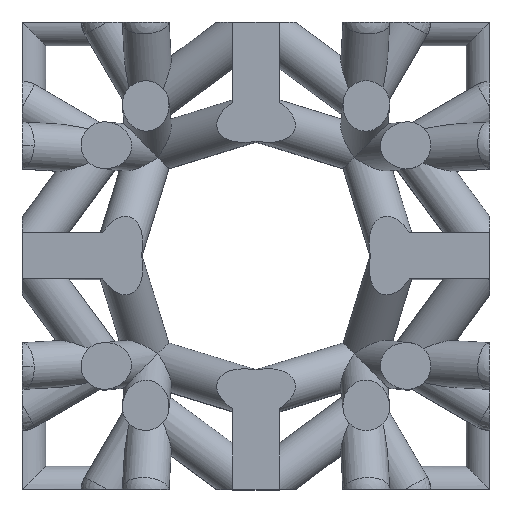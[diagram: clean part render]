
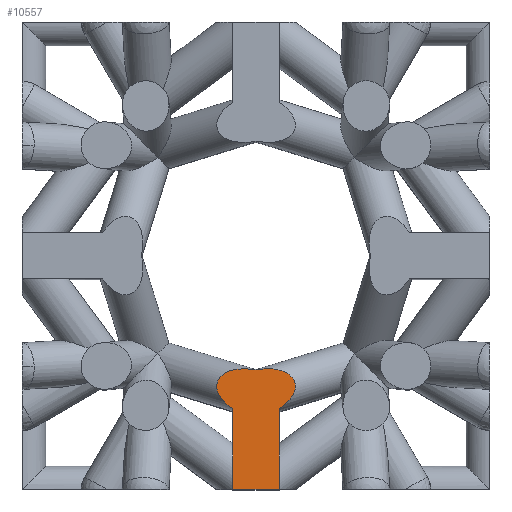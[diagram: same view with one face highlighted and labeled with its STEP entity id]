
A CAD part, top view. The second image highlights one B-rep face of the part: STEP entity #10557.
In plain terms, the highlighted planar face has unit normal (0, 0, 1).
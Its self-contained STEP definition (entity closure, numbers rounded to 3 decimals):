
#3924 = PLANE('',#3925);
#3925 = AXIS2_PLACEMENT_3D('',#3926,#3927,#3928);
#3926 = CARTESIAN_POINT('',(-5.,-5.,-5.));
#3927 = DIRECTION('',(-0.,1.,0.));
#3928 = DIRECTION('',(0.,0.,1.));
#6245 = VERTEX_POINT('',#6246);
#6246 = CARTESIAN_POINT('',(-0.5,-5.,5.));
#6267 = EDGE_CURVE('',#6245,#6268,#6270,.T.);
#6268 = VERTEX_POINT('',#6269);
#6269 = CARTESIAN_POINT('',(0.5,-5.,5.));
#6270 = SURFACE_CURVE('',#6271,(#6275,#6282),.PCURVE_S1.);
#6271 = LINE('',#6272,#6273);
#6272 = CARTESIAN_POINT('',(-5.,-5.,5.));
#6273 = VECTOR('',#6274,1.);
#6274 = DIRECTION('',(1.,0.,-0.));
#6275 = PCURVE('',#3924,#6276);
#6276 = DEFINITIONAL_REPRESENTATION('',(#6277),#6281);
#6277 = LINE('',#6278,#6279);
#6278 = CARTESIAN_POINT('',(10.,0.));
#6279 = VECTOR('',#6280,1.);
#6280 = DIRECTION('',(0.,1.));
#6281 = ( GEOMETRIC_REPRESENTATION_CONTEXT(2) 
PARAMETRIC_REPRESENTATION_CONTEXT() REPRESENTATION_CONTEXT('2D SPACE',''
  ) );
#6282 = PCURVE('',#6283,#6288);
#6283 = PLANE('',#6284);
#6284 = AXIS2_PLACEMENT_3D('',#6285,#6286,#6287);
#6285 = CARTESIAN_POINT('',(-5.,-5.,5.));
#6286 = DIRECTION('',(0.,0.,1.));
#6287 = DIRECTION('',(1.,0.,-0.));
#6288 = DEFINITIONAL_REPRESENTATION('',(#6289),#6293);
#6289 = LINE('',#6290,#6291);
#6290 = CARTESIAN_POINT('',(0.,0.));
#6291 = VECTOR('',#6292,1.);
#6292 = DIRECTION('',(1.,0.));
#6293 = ( GEOMETRIC_REPRESENTATION_CONTEXT(2) 
PARAMETRIC_REPRESENTATION_CONTEXT() REPRESENTATION_CONTEXT('2D SPACE',''
  ) );
#6540 = CYLINDRICAL_SURFACE('',#6541,0.5);
#6541 = AXIS2_PLACEMENT_3D('',#6542,#6543,#6544);
#6542 = CARTESIAN_POINT('',(0.,-5.,5.));
#6543 = DIRECTION('',(0.,1.,0.));
#6544 = DIRECTION('',(0.,-0.,1.));
#10557 = ADVANCED_FACE('',(#10558),#6283,.T.);
#10558 = FACE_BOUND('',#10559,.T.);
#10559 = EDGE_LOOP('',(#10560,#10581,#10582,#10603,#10637,#10666));
#10560 = ORIENTED_EDGE('',*,*,#10561,.F.);
#10561 = EDGE_CURVE('',#6245,#10562,#10564,.T.);
#10562 = VERTEX_POINT('',#10563);
#10563 = CARTESIAN_POINT('',(-0.5,-3.278,5.));
#10564 = SURFACE_CURVE('',#10565,(#10569,#10575),.PCURVE_S1.);
#10565 = LINE('',#10566,#10567);
#10566 = CARTESIAN_POINT('',(-0.5,-5.,5.));
#10567 = VECTOR('',#10568,1.);
#10568 = DIRECTION('',(0.,1.,0.));
#10569 = PCURVE('',#6283,#10570);
#10570 = DEFINITIONAL_REPRESENTATION('',(#10571),#10574);
#10571 = B_SPLINE_CURVE_WITH_KNOTS('',1,(#10572,#10573),.UNSPECIFIED.,
  .F.,.F.,(2,2),(0.,2.037),
  .PIECEWISE_BEZIER_KNOTS.);
#10572 = CARTESIAN_POINT('',(4.5,0.));
#10573 = CARTESIAN_POINT('',(4.5,2.037));
#10574 = ( GEOMETRIC_REPRESENTATION_CONTEXT(2) 
PARAMETRIC_REPRESENTATION_CONTEXT() REPRESENTATION_CONTEXT('2D SPACE',''
  ) );
#10575 = PCURVE('',#6540,#10576);
#10576 = DEFINITIONAL_REPRESENTATION('',(#10577),#10580);
#10577 = B_SPLINE_CURVE_WITH_KNOTS('',1,(#10578,#10579),.UNSPECIFIED.,
  .F.,.F.,(2,2),(0.,2.037),
  .PIECEWISE_BEZIER_KNOTS.);
#10578 = CARTESIAN_POINT('',(4.712,0.));
#10579 = CARTESIAN_POINT('',(4.712,2.037));
#10580 = ( GEOMETRIC_REPRESENTATION_CONTEXT(2) 
PARAMETRIC_REPRESENTATION_CONTEXT() REPRESENTATION_CONTEXT('2D SPACE',''
  ) );
#10581 = ORIENTED_EDGE('',*,*,#6267,.T.);
#10582 = ORIENTED_EDGE('',*,*,#10583,.T.);
#10583 = EDGE_CURVE('',#6268,#10584,#10586,.T.);
#10584 = VERTEX_POINT('',#10585);
#10585 = CARTESIAN_POINT('',(0.5,-3.278,5.));
#10586 = SURFACE_CURVE('',#10587,(#10591,#10597),.PCURVE_S1.);
#10587 = LINE('',#10588,#10589);
#10588 = CARTESIAN_POINT('',(0.5,-5.,5.));
#10589 = VECTOR('',#10590,1.);
#10590 = DIRECTION('',(0.,1.,0.));
#10591 = PCURVE('',#6283,#10592);
#10592 = DEFINITIONAL_REPRESENTATION('',(#10593),#10596);
#10593 = B_SPLINE_CURVE_WITH_KNOTS('',1,(#10594,#10595),.UNSPECIFIED.,
  .F.,.F.,(2,2),(0.,2.037),
  .PIECEWISE_BEZIER_KNOTS.);
#10594 = CARTESIAN_POINT('',(5.5,0.));
#10595 = CARTESIAN_POINT('',(5.5,2.037));
#10596 = ( GEOMETRIC_REPRESENTATION_CONTEXT(2) 
PARAMETRIC_REPRESENTATION_CONTEXT() REPRESENTATION_CONTEXT('2D SPACE',''
  ) );
#10597 = PCURVE('',#6540,#10598);
#10598 = DEFINITIONAL_REPRESENTATION('',(#10599),#10602);
#10599 = B_SPLINE_CURVE_WITH_KNOTS('',1,(#10600,#10601),.UNSPECIFIED.,
  .F.,.F.,(2,2),(0.,2.037),
  .PIECEWISE_BEZIER_KNOTS.);
#10600 = CARTESIAN_POINT('',(1.571,0.));
#10601 = CARTESIAN_POINT('',(1.571,2.037));
#10602 = ( GEOMETRIC_REPRESENTATION_CONTEXT(2) 
PARAMETRIC_REPRESENTATION_CONTEXT() REPRESENTATION_CONTEXT('2D SPACE',''
  ) );
#10603 = ORIENTED_EDGE('',*,*,#10604,.T.);
#10604 = EDGE_CURVE('',#10584,#10605,#10607,.T.);
#10605 = VERTEX_POINT('',#10606);
#10606 = CARTESIAN_POINT('',(0.841,-2.796,5.));
#10607 = SURFACE_CURVE('',#10608,(#10613,#10620),.PCURVE_S1.);
#10608 = ELLIPSE('',#10609,0.867,0.5);
#10609 = AXIS2_PLACEMENT_3D('',#10610,#10611,#10612);
#10610 = CARTESIAN_POINT('',(0.,-2.964,5.));
#10611 = DIRECTION('',(0.,0.,1.));
#10612 = DIRECTION('',(0.956,0.294,-0.));
#10613 = PCURVE('',#6283,#10614);
#10614 = DEFINITIONAL_REPRESENTATION('',(#10615),#10619);
#10615 = ELLIPSE('',#10616,0.867,0.5);
#10616 = AXIS2_PLACEMENT_2D('',#10617,#10618);
#10617 = CARTESIAN_POINT('',(5.,2.037));
#10618 = DIRECTION('',(0.956,0.294));
#10619 = ( GEOMETRIC_REPRESENTATION_CONTEXT(2) 
PARAMETRIC_REPRESENTATION_CONTEXT() REPRESENTATION_CONTEXT('2D SPACE',''
  ) );
#10620 = PCURVE('',#10621,#10626);
#10621 = CYLINDRICAL_SURFACE('',#10622,0.5);
#10622 = AXIS2_PLACEMENT_3D('',#10623,#10624,#10625);
#10623 = CARTESIAN_POINT('',(0.,-2.964,5.));
#10624 = DIRECTION('',(0.781,0.241,-0.577));
#10625 = DIRECTION('',(0.594,0.,0.804
    ));
#10626 = DEFINITIONAL_REPRESENTATION('',(#10627),#10636);
#10627 = B_SPLINE_CURVE_WITH_KNOTS('',7,(#10628,#10629,#10630,#10631,
    #10632,#10633,#10634,#10635),.UNSPECIFIED.,.F.,.F.,(8,8),(
    4.712,6.107),.PIECEWISE_BEZIER_KNOTS.);
#10628 = CARTESIAN_POINT('',(1.395,0.));
#10629 = CARTESIAN_POINT('',(1.196,0.141));
#10630 = CARTESIAN_POINT('',(0.996,0.282));
#10631 = CARTESIAN_POINT('',(0.797,0.414));
#10632 = CARTESIAN_POINT('',(0.598,0.528));
#10633 = CARTESIAN_POINT('',(0.399,0.615));
#10634 = CARTESIAN_POINT('',(0.199,0.672));
#10635 = CARTESIAN_POINT('',(0.,0.697));
#10636 = ( GEOMETRIC_REPRESENTATION_CONTEXT(2) 
PARAMETRIC_REPRESENTATION_CONTEXT() REPRESENTATION_CONTEXT('2D SPACE',''
  ) );
#10637 = ORIENTED_EDGE('',*,*,#10638,.T.);
#10638 = EDGE_CURVE('',#10605,#10639,#10641,.T.);
#10639 = VERTEX_POINT('',#10640);
#10640 = CARTESIAN_POINT('',(0.,-2.448,5.));
#10641 = SURFACE_CURVE('',#10642,(#10647,#10654),.PCURVE_S1.);
#10642 = ELLIPSE('',#10643,0.867,0.5);
#10643 = AXIS2_PLACEMENT_3D('',#10644,#10645,#10646);
#10644 = CARTESIAN_POINT('',(0.,-2.964,5.));
#10645 = DIRECTION('',(0.,0.,1.));
#10646 = DIRECTION('',(0.956,0.294,-0.));
#10647 = PCURVE('',#6283,#10648);
#10648 = DEFINITIONAL_REPRESENTATION('',(#10649),#10653);
#10649 = ELLIPSE('',#10650,0.867,0.5);
#10650 = AXIS2_PLACEMENT_2D('',#10651,#10652);
#10651 = CARTESIAN_POINT('',(5.,2.037));
#10652 = DIRECTION('',(0.956,0.294));
#10653 = ( GEOMETRIC_REPRESENTATION_CONTEXT(2) 
PARAMETRIC_REPRESENTATION_CONTEXT() REPRESENTATION_CONTEXT('2D SPACE',''
  ) );
#10654 = PCURVE('',#10621,#10655);
#10655 = DEFINITIONAL_REPRESENTATION('',(#10656),#10665);
#10656 = B_SPLINE_CURVE_WITH_KNOTS('',7,(#10657,#10658,#10659,#10660,
    #10661,#10662,#10663,#10664),.UNSPECIFIED.,.F.,.F.,(8,8),(
    6.107,7.854),.PIECEWISE_BEZIER_KNOTS.);
#10657 = CARTESIAN_POINT('',(6.283,0.697));
#10658 = CARTESIAN_POINT('',(6.034,0.728));
#10659 = CARTESIAN_POINT('',(5.784,0.708));
#10660 = CARTESIAN_POINT('',(5.535,0.635));
#10661 = CARTESIAN_POINT('',(5.285,0.512));
#10662 = CARTESIAN_POINT('',(5.036,0.353));
#10663 = CARTESIAN_POINT('',(4.786,0.177));
#10664 = CARTESIAN_POINT('',(4.536,0.));
#10665 = ( GEOMETRIC_REPRESENTATION_CONTEXT(2) 
PARAMETRIC_REPRESENTATION_CONTEXT() REPRESENTATION_CONTEXT('2D SPACE',''
  ) );
#10666 = ORIENTED_EDGE('',*,*,#10667,.T.);
#10667 = EDGE_CURVE('',#10639,#10562,#10668,.T.);
#10668 = SURFACE_CURVE('',#10669,(#10674,#10681),.PCURVE_S1.);
#10669 = ELLIPSE('',#10670,0.867,0.5);
#10670 = AXIS2_PLACEMENT_3D('',#10671,#10672,#10673);
#10671 = CARTESIAN_POINT('',(0.,-2.964,5.));
#10672 = DIRECTION('',(0.,0.,1.));
#10673 = DIRECTION('',(-0.956,0.294,0.));
#10674 = PCURVE('',#6283,#10675);
#10675 = DEFINITIONAL_REPRESENTATION('',(#10676),#10680);
#10676 = ELLIPSE('',#10677,0.867,0.5);
#10677 = AXIS2_PLACEMENT_2D('',#10678,#10679);
#10678 = CARTESIAN_POINT('',(5.,2.037));
#10679 = DIRECTION('',(-0.956,0.294));
#10680 = ( GEOMETRIC_REPRESENTATION_CONTEXT(2) 
PARAMETRIC_REPRESENTATION_CONTEXT() REPRESENTATION_CONTEXT('2D SPACE',''
  ) );
#10681 = PCURVE('',#10682,#10687);
#10682 = CYLINDRICAL_SURFACE('',#10683,0.5);
#10683 = AXIS2_PLACEMENT_3D('',#10684,#10685,#10686);
#10684 = CARTESIAN_POINT('',(0.,-2.964,5.));
#10685 = DIRECTION('',(-0.781,0.241,-0.577));
#10686 = DIRECTION('',(0.594,0.,-0.804
    ));
#10687 = DEFINITIONAL_REPRESENTATION('',(#10688),#10698);
#10688 = B_SPLINE_CURVE_WITH_KNOTS('',8,(#10689,#10690,#10691,#10692,
    #10693,#10694,#10695,#10696,#10697),.UNSPECIFIED.,.F.,.F.,(9,9),(
    4.712,7.854),.PIECEWISE_BEZIER_KNOTS.);
#10689 = CARTESIAN_POINT('',(4.888,0.));
#10690 = CARTESIAN_POINT('',(4.496,0.278));
#10691 = CARTESIAN_POINT('',(4.103,0.556));
#10692 = CARTESIAN_POINT('',(3.71,0.769));
#10693 = CARTESIAN_POINT('',(3.318,0.851));
#10694 = CARTESIAN_POINT('',(2.925,0.769));
#10695 = CARTESIAN_POINT('',(2.532,0.556));
#10696 = CARTESIAN_POINT('',(2.139,0.278));
#10697 = CARTESIAN_POINT('',(1.747,0.));
#10698 = ( GEOMETRIC_REPRESENTATION_CONTEXT(2) 
PARAMETRIC_REPRESENTATION_CONTEXT() REPRESENTATION_CONTEXT('2D SPACE',''
  ) );
